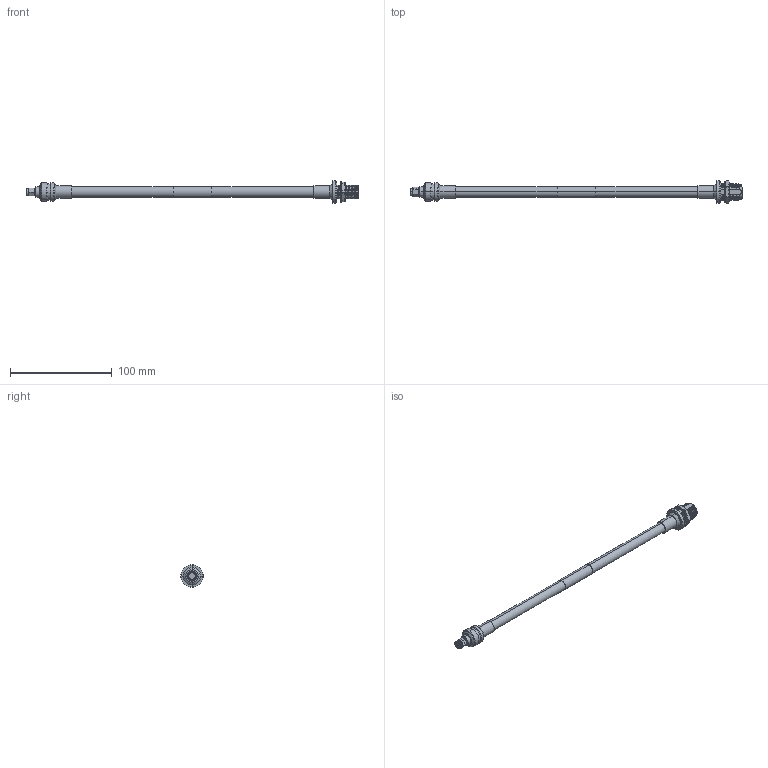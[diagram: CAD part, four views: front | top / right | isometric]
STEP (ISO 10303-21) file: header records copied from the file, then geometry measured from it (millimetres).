
FILE_DESCRIPTION (( 'STEP AP214' ), '1' );
FILE_NAME ('FMCA100247_3D.step', '2025-02-11T17:18:15', ( '' ), ( '' ), 'SwSTEP 2.0', 'SolidWorks 2022', '' );
FILE_SCHEMA (( 'AUTOMOTIVE_DESIGN' ));
Length unit declared in the file: inch
Products named in the file (4): PE44668^FMCA100247_NO HS; LMR-400-UF^FMCA100247_WITH LABEL; FMCA100247_3D; PE44530^FMCA100247
Assembly tree (3 placements, depth 2):
  FMCA100247_3D
    LMR-400-UF^FMCA100247_WITH LABEL
    PE44668^FMCA100247_NO HS
    PE44530^FMCA100247
Bounding box: 326.59 x 22 x 22 mm (x, y, z)
Volume: 32389.3 mm3; surface area: 17476.3 mm2
Topology: 7 solids, 7 shells, 440 faces, 1142 edges, 736 vertices
Faces by surface type: bspline 130, cylinder 126, cone 110, plane 74
Entity records: 57109 total; most frequent: CARTESIAN_POINT 47309, ORIENTED_EDGE 2284, DIRECTION 1560, EDGE_CURVE 1142, VERTEX_POINT 736, AXIS2_PLACEMENT_3D 607, EDGE_LOOP 468, FACE_OUTER_BOUND 440
